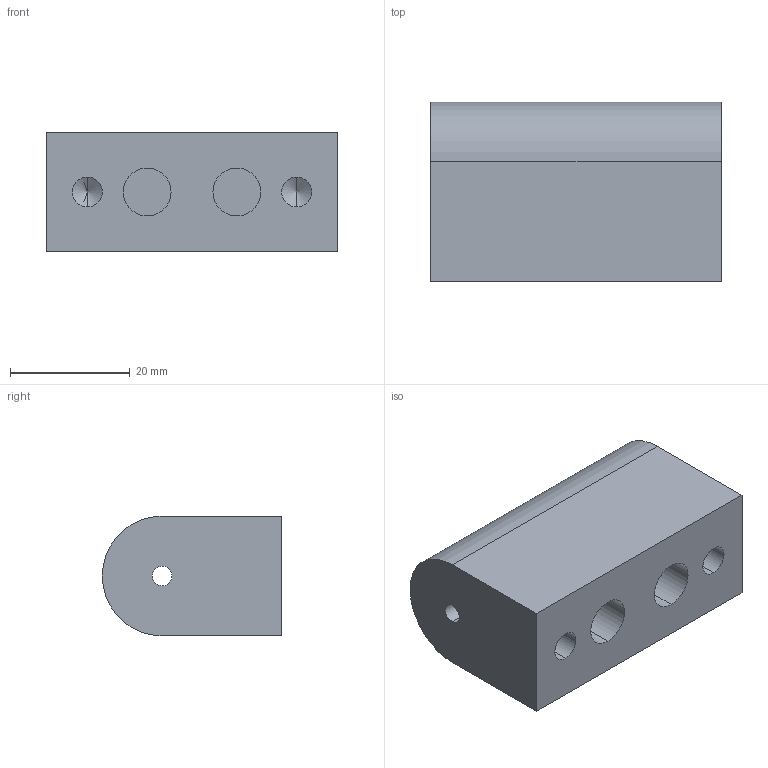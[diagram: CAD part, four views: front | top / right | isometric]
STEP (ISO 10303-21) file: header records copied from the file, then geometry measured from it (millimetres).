
FILE_DESCRIPTION (( 'STEP AP203' ), '1' );
FILE_NAME ('EXXON_USI_03_Aa.STEP', '2020-09-18T15:44:08', ( '' ), ( '' ), 'SwSTEP 2.0', 'SolidWorks 2020', '' );
FILE_SCHEMA (( 'CONFIG_CONTROL_DESIGN' ));
Length unit declared in the file: millimetre
Products named in the file (1): EXXON_USI_03_Aa
Bounding box: 48.5 x 30 x 20 mm (x, y, z)
Volume: 25487.5 mm3; surface area: 6706.1 mm2
Topology: 1 solids, 1 shells, 22 faces, 50 edges, 30 vertices
Faces by surface type: cylinder 11, plane 7, cone 4
Entity records: 677 total; most frequent: DIRECTION 114, CARTESIAN_POINT 99, ORIENTED_EDGE 92, EDGE_CURVE 46, AXIS2_PLACEMENT_3D 45, VERTEX_POINT 30, EDGE_LOOP 28, VECTOR 24
